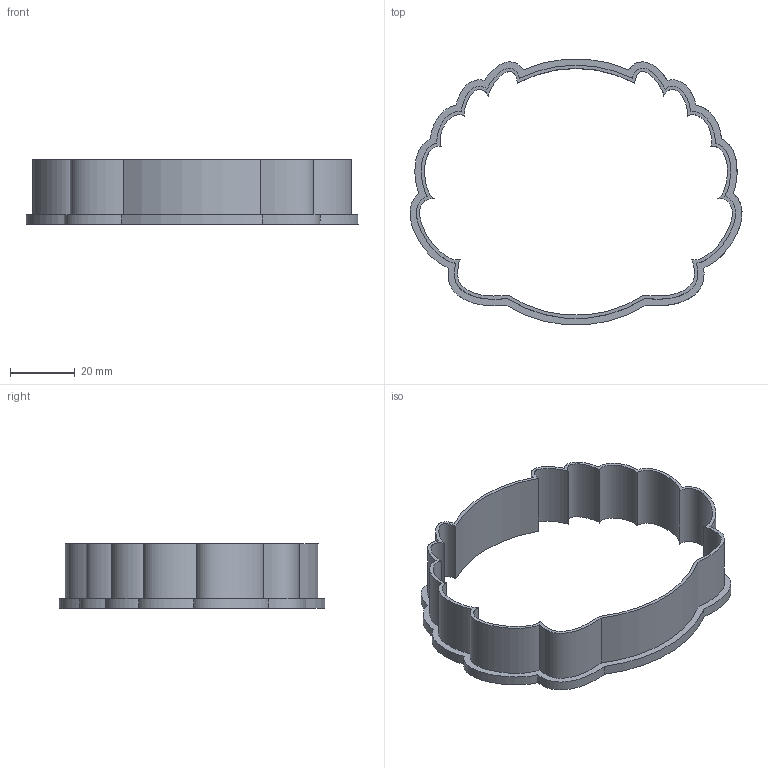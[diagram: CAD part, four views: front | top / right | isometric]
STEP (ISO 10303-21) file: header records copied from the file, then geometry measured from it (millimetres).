
FILE_DESCRIPTION(/* description */ (''),/* implementation_level */ '2;1');
FILE_NAME(/* name */ 'jack.step',/* time_stamp */ '2025-04-18T07:32:19-05:00',/* author */ (''),/* organization */ (''),/* preprocessor_version */ 'ST-DEVELOPER v20.1',/* originating_system */ 'Autodesk Translation Framework v14.4.0.0',/* authorisation */ '');
FILE_SCHEMA (('AUTOMOTIVE_DESIGN { 1 0 10303 214 3 1 1 }'));
Length unit declared in the file: millimetre
Products named in the file (2): (Unsaved); jack
Assembly tree (1 placements, depth 2):
  (Unsaved)
    jack
Bounding box: 102.44 x 81.93 x 20 mm (x, y, z)
Volume: 7892.9 mm3; surface area: 14173.6 mm2
Topology: 11 solids, 11 shells, 75 faces, 156 edges, 104 vertices
Faces by surface type: bspline 46, plane 23, cylinder 6
Entity records: 4147 total; most frequent: CARTESIAN_POINT 2864, ORIENTED_EDGE 312, EDGE_CURVE 156, DIRECTION 140, VERTEX_POINT 104, EDGE_LOOP 78, FACE_OUTER_BOUND 75, ADVANCED_FACE 75
